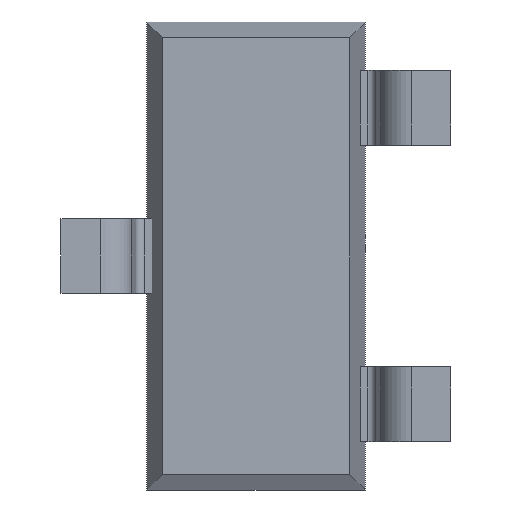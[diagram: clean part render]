
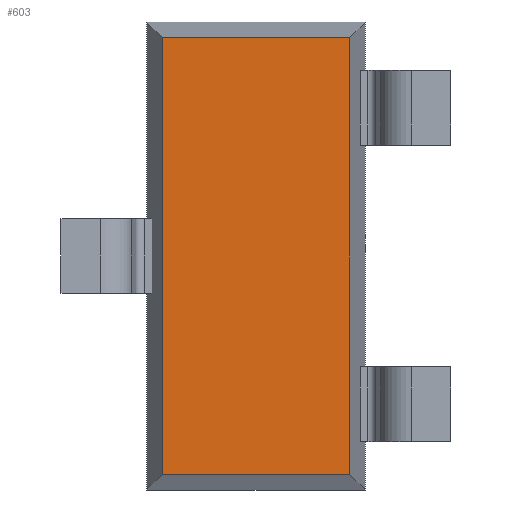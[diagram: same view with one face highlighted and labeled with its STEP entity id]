
A CAD part, front view. The second image highlights one B-rep face of the part: STEP entity #603.
In plain terms, the highlighted planar face has unit normal (0, -1, 0).
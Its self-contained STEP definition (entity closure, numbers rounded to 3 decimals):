
#10 = VERTEX_POINT ( 'NONE', #843 ) ;
#220 = VERTEX_POINT ( 'NONE', #408 ) ;
#289 = VECTOR ( 'NONE', #491, 1000. ) ;
#353 = VECTOR ( 'NONE', #1296, 1000. ) ;
#408 = CARTESIAN_POINT ( 'NONE',  ( 0.6, 0., 0.1 ) ) ;
#446 = VERTEX_POINT ( 'NONE', #1549 ) ;
#471 = CARTESIAN_POINT ( 'NONE',  ( -0.6, 0., 0.1 ) ) ;
#491 = DIRECTION ( 'NONE',  ( 0., 0., -1. ) ) ;
#603 = ADVANCED_FACE ( 'NONE', ( #906 ), #1742, .F. ) ;
#741 = CARTESIAN_POINT ( 'NONE',  ( -0.6, 0., 3. ) ) ;
#782 = CARTESIAN_POINT ( 'NONE',  ( 0.6, 0., 3. ) ) ;
#843 = CARTESIAN_POINT ( 'NONE',  ( -0.6, 0., 2.9 ) ) ;
#906 = FACE_OUTER_BOUND ( 'NONE', #1955, .T. ) ;
#922 = LINE ( 'NONE', #1377, #1726 ) ;
#992 = LINE ( 'NONE', #2007, #289 ) ;
#1064 = EDGE_CURVE ( 'NONE', #446, #10, #1983, .T. ) ;
#1094 = AXIS2_PLACEMENT_3D ( 'NONE', #741, #1264, #1586 ) ;
#1190 = ORIENTED_EDGE ( 'NONE', *, *, #1064, .T. ) ;
#1229 = VECTOR ( 'NONE', #1618, 1000. ) ;
#1242 = EDGE_CURVE ( 'NONE', #220, #2087, #922, .T. ) ;
#1253 = LINE ( 'NONE', #782, #1229 ) ;
#1264 = DIRECTION ( 'NONE',  ( 0., 1., 0. ) ) ;
#1296 = DIRECTION ( 'NONE',  ( -1., 0., 0. ) ) ;
#1373 = DIRECTION ( 'NONE',  ( -1., 0., 0. ) ) ;
#1377 = CARTESIAN_POINT ( 'NONE',  ( 3., 0., 0.1 ) ) ;
#1433 = CARTESIAN_POINT ( 'NONE',  ( 3., 0., 2.9 ) ) ;
#1521 = ORIENTED_EDGE ( 'NONE', *, *, #1242, .F. ) ;
#1549 = CARTESIAN_POINT ( 'NONE',  ( 0.6, 0., 2.9 ) ) ;
#1586 = DIRECTION ( 'NONE',  ( 0., 0., 1. ) ) ;
#1618 = DIRECTION ( 'NONE',  ( 0., 0., -1. ) ) ;
#1626 = ORIENTED_EDGE ( 'NONE', *, *, #1988, .T. ) ;
#1726 = VECTOR ( 'NONE', #1373, 1000. ) ;
#1742 = PLANE ( 'NONE',  #1094 ) ;
#1802 = EDGE_CURVE ( 'NONE', #446, #220, #1253, .T. ) ;
#1955 = EDGE_LOOP ( 'NONE', ( #1190, #1626, #1521, #1980 ) ) ;
#1980 = ORIENTED_EDGE ( 'NONE', *, *, #1802, .F. ) ;
#1983 = LINE ( 'NONE', #1433, #353 ) ;
#1988 = EDGE_CURVE ( 'NONE', #10, #2087, #992, .T. ) ;
#2007 = CARTESIAN_POINT ( 'NONE',  ( -0.6, 0., 3. ) ) ;
#2087 = VERTEX_POINT ( 'NONE', #471 ) ;
